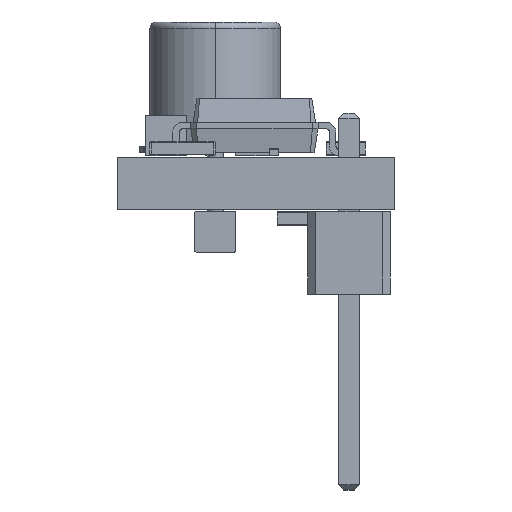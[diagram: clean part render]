
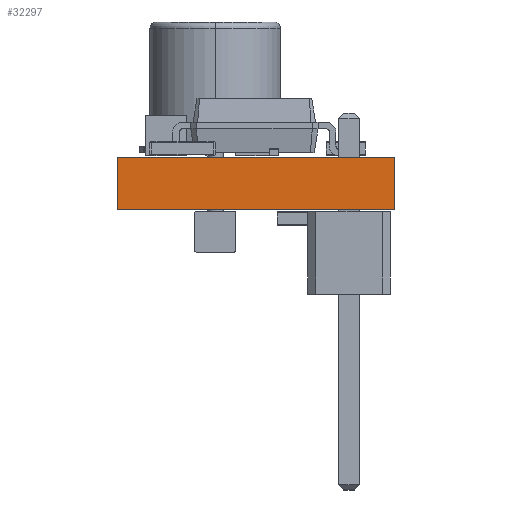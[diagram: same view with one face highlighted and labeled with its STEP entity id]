
A CAD part, left-side view. The second image highlights one B-rep face of the part: STEP entity #32297.
In plain terms, the highlighted planar face has unit normal (-1, 0, 0).
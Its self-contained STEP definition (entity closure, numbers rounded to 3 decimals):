
#32297 = ADVANCED_FACE('',(#32298),#32312,.T.);
#32298 = FACE_BOUND('',#32299,.T.);
#32299 = EDGE_LOOP('',(#32300,#32335,#32363,#32391));
#32300 = ORIENTED_EDGE('',*,*,#32301,.T.);
#32301 = EDGE_CURVE('',#32302,#32304,#32306,.T.);
#32302 = VERTEX_POINT('',#32303);
#32303 = CARTESIAN_POINT('',(135.5,-63.5,0.));
#32304 = VERTEX_POINT('',#32305);
#32305 = CARTESIAN_POINT('',(135.5,-63.5,1.6));
#32306 = SURFACE_CURVE('',#32307,(#32311,#32323),.PCURVE_S1.);
#32307 = LINE('',#32308,#32309);
#32308 = CARTESIAN_POINT('',(135.5,-63.5,0.));
#32309 = VECTOR('',#32310,1.);
#32310 = DIRECTION('',(0.,0.,1.));
#32311 = PCURVE('',#32312,#32317);
#32312 = PLANE('',#32313);
#32313 = AXIS2_PLACEMENT_3D('',#32314,#32315,#32316);
#32314 = CARTESIAN_POINT('',(135.5,-63.5,0.));
#32315 = DIRECTION('',(-1.,0.,0.));
#32316 = DIRECTION('',(0.,1.,0.));
#32317 = DEFINITIONAL_REPRESENTATION('',(#32318),#32322);
#32318 = LINE('',#32319,#32320);
#32319 = CARTESIAN_POINT('',(0.,0.));
#32320 = VECTOR('',#32321,1.);
#32321 = DIRECTION('',(0.,-1.));
#32322 = ( GEOMETRIC_REPRESENTATION_CONTEXT(2) 
PARAMETRIC_REPRESENTATION_CONTEXT() REPRESENTATION_CONTEXT('2D SPACE',''
  ) );
#32323 = PCURVE('',#32324,#32329);
#32324 = PLANE('',#32325);
#32325 = AXIS2_PLACEMENT_3D('',#32326,#32327,#32328);
#32326 = CARTESIAN_POINT('',(165.5,-63.5,0.));
#32327 = DIRECTION('',(0.,-1.,0.));
#32328 = DIRECTION('',(-1.,0.,0.));
#32329 = DEFINITIONAL_REPRESENTATION('',(#32330),#32334);
#32330 = LINE('',#32331,#32332);
#32331 = CARTESIAN_POINT('',(30.,0.));
#32332 = VECTOR('',#32333,1.);
#32333 = DIRECTION('',(0.,-1.));
#32334 = ( GEOMETRIC_REPRESENTATION_CONTEXT(2) 
PARAMETRIC_REPRESENTATION_CONTEXT() REPRESENTATION_CONTEXT('2D SPACE',''
  ) );
#32335 = ORIENTED_EDGE('',*,*,#32336,.T.);
#32336 = EDGE_CURVE('',#32304,#32337,#32339,.T.);
#32337 = VERTEX_POINT('',#32338);
#32338 = CARTESIAN_POINT('',(135.5,-55.,1.6));
#32339 = SURFACE_CURVE('',#32340,(#32344,#32351),.PCURVE_S1.);
#32340 = LINE('',#32341,#32342);
#32341 = CARTESIAN_POINT('',(135.5,-63.5,1.6));
#32342 = VECTOR('',#32343,1.);
#32343 = DIRECTION('',(0.,1.,0.));
#32344 = PCURVE('',#32312,#32345);
#32345 = DEFINITIONAL_REPRESENTATION('',(#32346),#32350);
#32346 = LINE('',#32347,#32348);
#32347 = CARTESIAN_POINT('',(0.,-1.6));
#32348 = VECTOR('',#32349,1.);
#32349 = DIRECTION('',(1.,0.));
#32350 = ( GEOMETRIC_REPRESENTATION_CONTEXT(2) 
PARAMETRIC_REPRESENTATION_CONTEXT() REPRESENTATION_CONTEXT('2D SPACE',''
  ) );
#32351 = PCURVE('',#32352,#32357);
#32352 = PLANE('',#32353);
#32353 = AXIS2_PLACEMENT_3D('',#32354,#32355,#32356);
#32354 = CARTESIAN_POINT('',(150.5,-59.25,1.6));
#32355 = DIRECTION('',(-0.,-0.,-1.));
#32356 = DIRECTION('',(-1.,0.,0.));
#32357 = DEFINITIONAL_REPRESENTATION('',(#32358),#32362);
#32358 = LINE('',#32359,#32360);
#32359 = CARTESIAN_POINT('',(15.,-4.25));
#32360 = VECTOR('',#32361,1.);
#32361 = DIRECTION('',(0.,1.));
#32362 = ( GEOMETRIC_REPRESENTATION_CONTEXT(2) 
PARAMETRIC_REPRESENTATION_CONTEXT() REPRESENTATION_CONTEXT('2D SPACE',''
  ) );
#32363 = ORIENTED_EDGE('',*,*,#32364,.F.);
#32364 = EDGE_CURVE('',#32365,#32337,#32367,.T.);
#32365 = VERTEX_POINT('',#32366);
#32366 = CARTESIAN_POINT('',(135.5,-55.,0.));
#32367 = SURFACE_CURVE('',#32368,(#32372,#32379),.PCURVE_S1.);
#32368 = LINE('',#32369,#32370);
#32369 = CARTESIAN_POINT('',(135.5,-55.,0.));
#32370 = VECTOR('',#32371,1.);
#32371 = DIRECTION('',(0.,0.,1.));
#32372 = PCURVE('',#32312,#32373);
#32373 = DEFINITIONAL_REPRESENTATION('',(#32374),#32378);
#32374 = LINE('',#32375,#32376);
#32375 = CARTESIAN_POINT('',(8.5,0.));
#32376 = VECTOR('',#32377,1.);
#32377 = DIRECTION('',(0.,-1.));
#32378 = ( GEOMETRIC_REPRESENTATION_CONTEXT(2) 
PARAMETRIC_REPRESENTATION_CONTEXT() REPRESENTATION_CONTEXT('2D SPACE',''
  ) );
#32379 = PCURVE('',#32380,#32385);
#32380 = PLANE('',#32381);
#32381 = AXIS2_PLACEMENT_3D('',#32382,#32383,#32384);
#32382 = CARTESIAN_POINT('',(135.5,-55.,0.));
#32383 = DIRECTION('',(0.,1.,0.));
#32384 = DIRECTION('',(1.,0.,0.));
#32385 = DEFINITIONAL_REPRESENTATION('',(#32386),#32390);
#32386 = LINE('',#32387,#32388);
#32387 = CARTESIAN_POINT('',(0.,0.));
#32388 = VECTOR('',#32389,1.);
#32389 = DIRECTION('',(0.,-1.));
#32390 = ( GEOMETRIC_REPRESENTATION_CONTEXT(2) 
PARAMETRIC_REPRESENTATION_CONTEXT() REPRESENTATION_CONTEXT('2D SPACE',''
  ) );
#32391 = ORIENTED_EDGE('',*,*,#32392,.F.);
#32392 = EDGE_CURVE('',#32302,#32365,#32393,.T.);
#32393 = SURFACE_CURVE('',#32394,(#32398,#32405),.PCURVE_S1.);
#32394 = LINE('',#32395,#32396);
#32395 = CARTESIAN_POINT('',(135.5,-63.5,0.));
#32396 = VECTOR('',#32397,1.);
#32397 = DIRECTION('',(0.,1.,0.));
#32398 = PCURVE('',#32312,#32399);
#32399 = DEFINITIONAL_REPRESENTATION('',(#32400),#32404);
#32400 = LINE('',#32401,#32402);
#32401 = CARTESIAN_POINT('',(0.,0.));
#32402 = VECTOR('',#32403,1.);
#32403 = DIRECTION('',(1.,0.));
#32404 = ( GEOMETRIC_REPRESENTATION_CONTEXT(2) 
PARAMETRIC_REPRESENTATION_CONTEXT() REPRESENTATION_CONTEXT('2D SPACE',''
  ) );
#32405 = PCURVE('',#32406,#32411);
#32406 = PLANE('',#32407);
#32407 = AXIS2_PLACEMENT_3D('',#32408,#32409,#32410);
#32408 = CARTESIAN_POINT('',(150.5,-59.25,0.));
#32409 = DIRECTION('',(-0.,-0.,-1.));
#32410 = DIRECTION('',(-1.,0.,0.));
#32411 = DEFINITIONAL_REPRESENTATION('',(#32412),#32416);
#32412 = LINE('',#32413,#32414);
#32413 = CARTESIAN_POINT('',(15.,-4.25));
#32414 = VECTOR('',#32415,1.);
#32415 = DIRECTION('',(0.,1.));
#32416 = ( GEOMETRIC_REPRESENTATION_CONTEXT(2) 
PARAMETRIC_REPRESENTATION_CONTEXT() REPRESENTATION_CONTEXT('2D SPACE',''
  ) );
